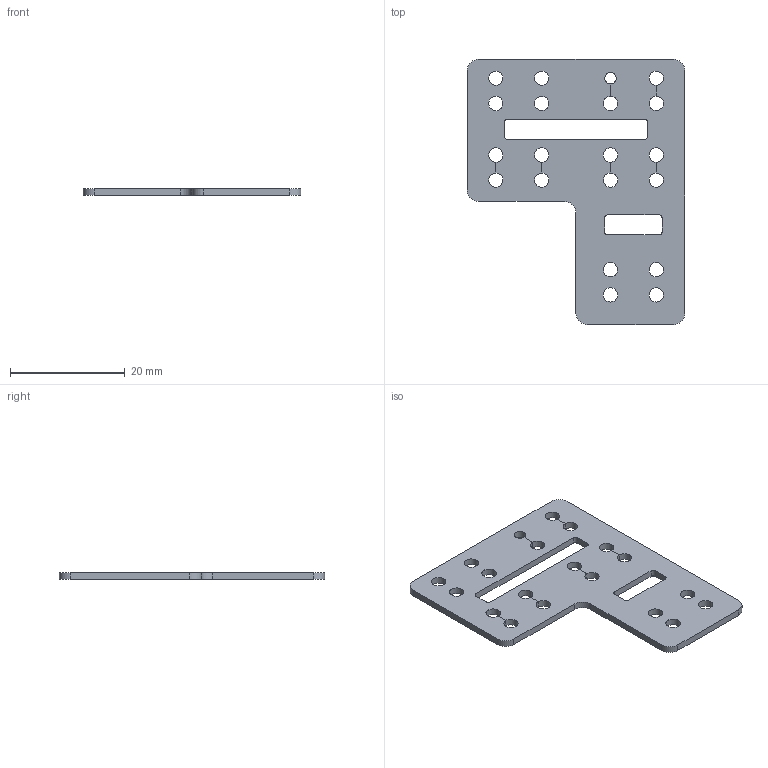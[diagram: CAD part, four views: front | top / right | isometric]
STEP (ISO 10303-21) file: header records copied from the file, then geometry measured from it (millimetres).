
FILE_DESCRIPTION(/* description */ (''),/* implementation_level */ '2;1');
FILE_NAME(/* name */ 'button_mount_neu.step',/* time_stamp */ '2026-01-30T17:46:32+01:00',/* author */ ('erikt'),/* organization */ (''),/* preprocessor_version */ 'ST-DEVELOPER v19.2',/* originating_system */ 'Autodesk Inventor 2024',/* authorisation */ '');
FILE_SCHEMA (('CONFIG_CONTROL_DESIGN'));
Length unit declared in the file: millimetre
Products named in the file (1): button_mount_neu
Bounding box: 38 x 46.3 x 1.2 mm (x, y, z)
Volume: 1354.6 mm3; surface area: 2766.9 mm2
Topology: 1 solids, 1 shells, 62 faces, 180 edges, 120 vertices
Faces by surface type: cylinder 34, plane 28
Full cylindrical faces by diameter (mm): 2.5 x8
Entity records: 2179 total; most frequent: DIRECTION 374, CARTESIAN_POINT 363, ORIENTED_EDGE 360, EDGE_CURVE 180, AXIS2_PLACEMENT_3D 131, VERTEX_POINT 120, LINE 112, VECTOR 112
